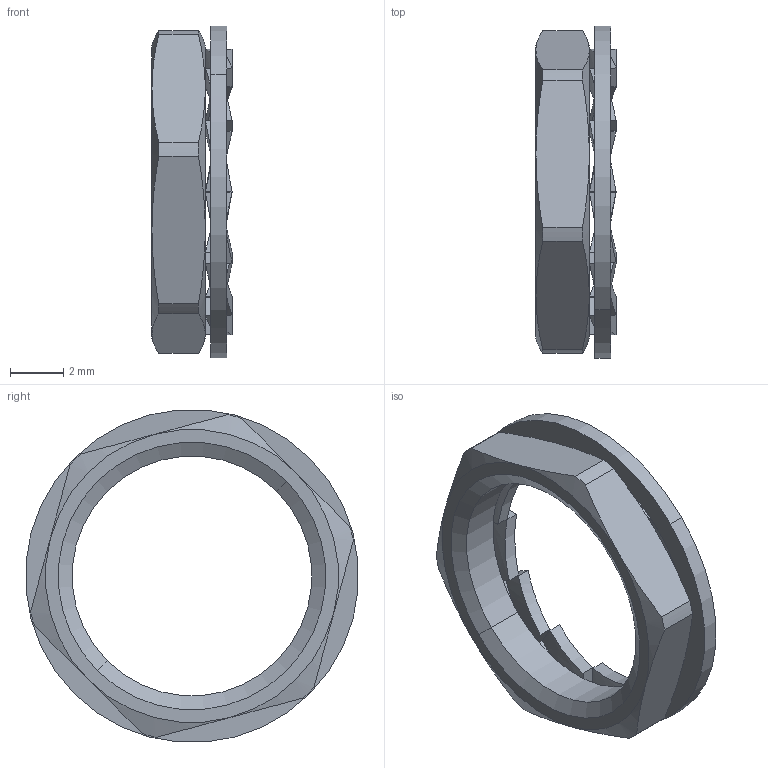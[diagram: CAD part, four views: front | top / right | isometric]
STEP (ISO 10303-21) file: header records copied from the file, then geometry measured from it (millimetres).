
FILE_DESCRIPTION((''),'2;1');
FILE_NAME('LEMO_EDA-02782-V1-0_misc1_Part3.stp','2013-07-04T11:37:55',(''),(''),'Mechanical Desktop 2011','Mechanical Desktop 2011',', , ');
FILE_SCHEMA(('AUTOMOTIVE_DESIGN { 1 2 10303 214 1 1 1 1 }'));
Length unit declared in the file: millimetre
Products named in the file (1): Product
Bounding box: 3 x 12.45 x 12.45 mm (x, y, z)
Volume: 107.8 mm3; surface area: 367.1 mm2
Topology: 2 solids, 2 shells, 132 faces, 350 edges, 222 vertices
Faces by surface type: cylinder 58, plane 34, bspline 24, cone 16
Entity records: 9300 total; most frequent: CARTESIAN_POINT 6249, ORIENTED_EDGE 700, DIRECTION 530, EDGE_CURVE 350, VERTEX_POINT 222, AXIS2_PLACEMENT_3D 195, VECTOR 140, LINE 140
